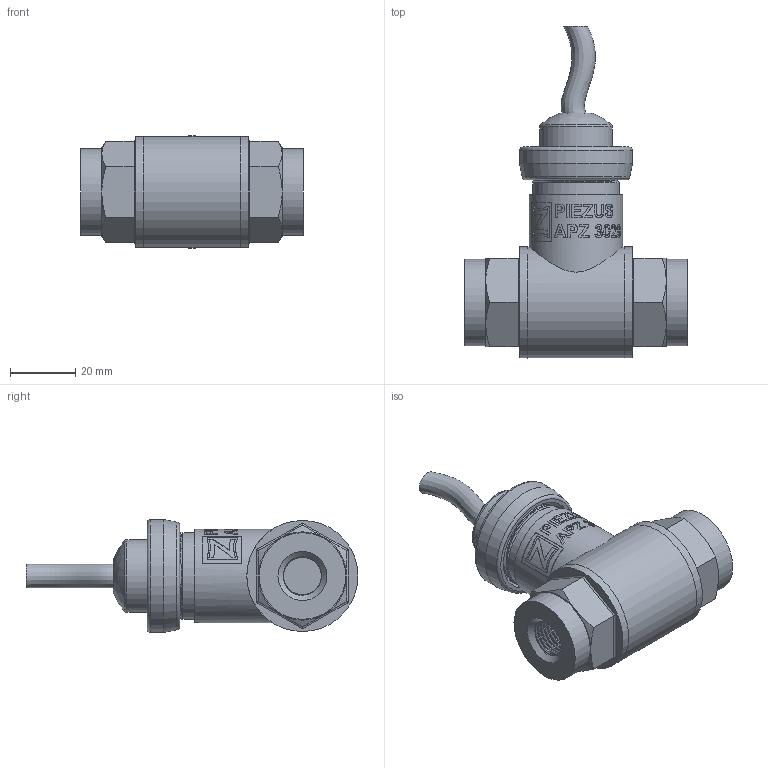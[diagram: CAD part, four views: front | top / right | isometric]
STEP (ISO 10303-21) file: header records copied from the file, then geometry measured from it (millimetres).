
FILE_DESCRIPTION(/* description */ (''),/* implementation_level */ '2;1');
FILE_NAME(/* name */ 'APZ3020_G1''4-internal-axial_StainlessSteelCableGland.step',/* time_stamp */ '2021-07-28T15:20:22+03:00',/* author */ (''),/* organization */ (''),/* preprocessor_version */ 'ST-DEVELOPER v18.1',/* originating_system */ 'Autodesk Translation Framework v10.9.0.1377',/* authorisation */ '');
FILE_SCHEMA (('AUTOMOTIVE_DESIGN { 1 0 10303 214 3 1 1 }'));
Length unit declared in the file: millimetre
Products named in the file (8): АПЗ 3020 - filled; G 1\4 internal; shell; shell2; Stainless steel cable gland assembly v4; wire; Stainless steel cable gland v2; Stainless steel cable gland nut v3
Assembly tree (7 placements, depth 3):
  АПЗ 3020 - filled
    G 1\4 internal
    shell
    shell2
    Stainless steel cable gland assembly v4
      wire
      Stainless steel cable gland v2
      Stainless steel cable gland nut v3
Bounding box: 68.2 x 101.58 x 34.5 mm (x, y, z)
Volume: 73360.5 mm3; surface area: 27704.3 mm2
Topology: 5 solids, 5 shells, 449 faces, 1166 edges, 759 vertices
Faces by surface type: bspline 253, cylinder 96, plane 54, cone 33, torus 12, sphere 1
Full cylindrical faces by diameter (mm): 7.2 x1, 13 x1, 13.157 x10, 13.5 x2, 21.4 x1, 22.3 x2, 23.6 x1, 24 x3, 24.5 x2, 24.6 x4, 25.132 x4, 25.526 x2, 26.5 x7, 27.208 x3, 27.7 x1, 28.5 x1, 30 x2, 34 x3, 34.5 x1
Entity records: 28328 total; most frequent: CARTESIAN_POINT 18937, ORIENTED_EDGE 2324, EDGE_CURVE 1162, DIRECTION 1125, VERTEX_POINT 757, B_SPLINE_CURVE_WITH_KNOTS 596, EDGE_LOOP 491, FACE_OUTER_BOUND 449
